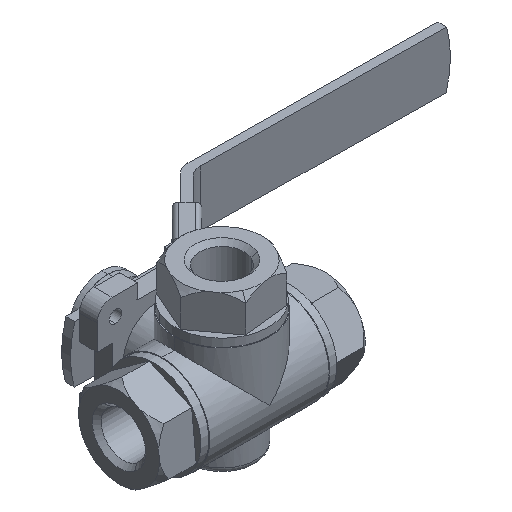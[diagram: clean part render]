
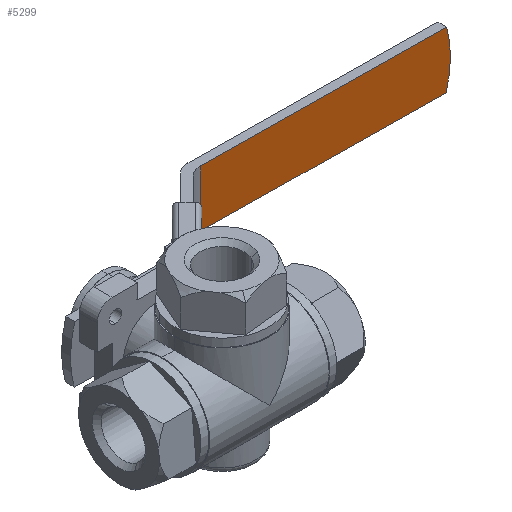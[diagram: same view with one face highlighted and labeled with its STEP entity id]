
A CAD part, isometric view. The second image highlights one B-rep face of the part: STEP entity #5299.
In plain terms, the highlighted planar face has unit normal (0, -1, 0).
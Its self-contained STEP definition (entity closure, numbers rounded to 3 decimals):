
#4888=DIRECTION('',(-1.,0.,0.));
#4889=VECTOR('',#4888,82.921);
#4890=CARTESIAN_POINT('',(110.406,25.,-9.5));
#4891=LINE('',#4890,#4889);
#4909=DIRECTION('',(-1.,0.,0.));
#4910=VECTOR('',#4909,82.921);
#4911=CARTESIAN_POINT('',(110.406,25.,9.5));
#4912=LINE('',#4911,#4910);
#4964=CARTESIAN_POINT('',(77.76,25.,0.));
#4965=DIRECTION('',(0.,1.,0.));
#4966=DIRECTION('',(0.96,0.,0.279));
#4967=AXIS2_PLACEMENT_3D('',#4964,#4965,#4966);
#4969=DIRECTION('',(0.,0.,-1.));
#4970=VECTOR('',#4969,19.);
#4971=CARTESIAN_POINT('',(27.485,25.,9.5));
#4972=LINE('',#4971,#4970);
#5060=CARTESIAN_POINT('',(110.406,25.,9.5));
#5061=CARTESIAN_POINT('',(110.406,25.,-9.5));
#5062=VERTEX_POINT('',#5060);
#5063=VERTEX_POINT('',#5061);
#5064=CARTESIAN_POINT('',(27.485,25.,9.5));
#5065=VERTEX_POINT('',#5064);
#5066=CARTESIAN_POINT('',(27.485,25.,-9.5));
#5067=VERTEX_POINT('',#5066);
#5287=CARTESIAN_POINT('',(69.623,25.,0.));
#5288=DIRECTION('',(0.,1.,0.));
#5289=DIRECTION('',(0.,0.,1.));
#5290=AXIS2_PLACEMENT_3D('',#5287,#5288,#5289);
#5291=PLANE('',#5290);
#5292=ORIENTED_EDGE('',*,*,#5256,.T.);
#5293=ORIENTED_EDGE('',*,*,#5198,.T.);
#5295=ORIENTED_EDGE('',*,*,#5294,.F.);
#5296=ORIENTED_EDGE('',*,*,#5230,.F.);
#5297=EDGE_LOOP('',(#5292,#5293,#5295,#5296));
#5298=FACE_OUTER_BOUND('',#5297,.F.);
#4968=CIRCLE('',#4967,34.);
#5198=EDGE_CURVE('',#5063,#5067,#4891,.T.);
#5230=EDGE_CURVE('',#5062,#5065,#4912,.T.);
#5256=EDGE_CURVE('',#5062,#5063,#4968,.T.);
#5294=EDGE_CURVE('',#5065,#5067,#4972,.T.);
#5299=ADVANCED_FACE('',(#5298),#5291,.F.);
